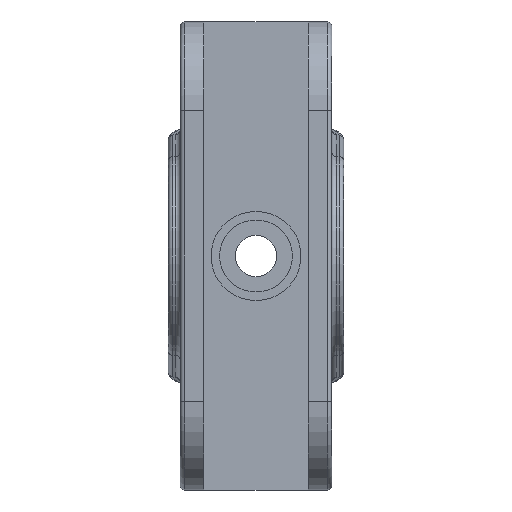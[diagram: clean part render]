
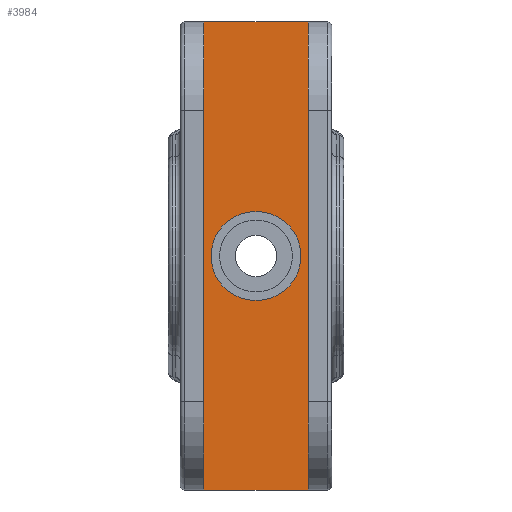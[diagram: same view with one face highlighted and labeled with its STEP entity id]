
A CAD part, front view. The second image highlights one B-rep face of the part: STEP entity #3984.
In plain terms, the highlighted planar face has unit normal (0, -1, 0).
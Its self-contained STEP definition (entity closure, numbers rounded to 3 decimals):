
#23=FACE_BOUND('',#1315,.T.);
#49=PLANE('',#4371);
#248=LINE('',#7467,#459);
#268=LINE('',#7813,#479);
#270=LINE('',#7883,#481);
#271=LINE('',#7884,#482);
#459=VECTOR('',#5092,10.);
#479=VECTOR('',#5178,10.);
#481=VECTOR('',#5188,10.);
#482=VECTOR('',#5189,10.);
#802=CIRCLE('',#4364,7.5);
#806=CIRCLE('',#4372,7.5);
#1052=FACE_OUTER_BOUND('',#1314,.T.);
#1314=EDGE_LOOP('',(#3138,#3139,#3140,#3141));
#1315=EDGE_LOOP('',(#3142,#3143));
#1741=VERTEX_POINT('',#7464);
#1742=VERTEX_POINT('',#7466);
#1766=VERTEX_POINT('',#7791);
#1768=VERTEX_POINT('',#7795);
#1775=VERTEX_POINT('',#7811);
#1781=VERTEX_POINT('',#7882);
#2201=EDGE_CURVE('',#1742,#1741,#248,.T.);
#2246=EDGE_CURVE('',#1768,#1766,#802,.T.);
#2254=EDGE_CURVE('',#1741,#1775,#268,.T.);
#2263=EDGE_CURVE('',#1781,#1742,#270,.T.);
#2264=EDGE_CURVE('',#1781,#1775,#271,.T.);
#2265=EDGE_CURVE('',#1768,#1766,#806,.T.);
#3138=ORIENTED_EDGE('',*,*,#2263,.T.);
#3139=ORIENTED_EDGE('',*,*,#2201,.T.);
#3140=ORIENTED_EDGE('',*,*,#2254,.T.);
#3141=ORIENTED_EDGE('',*,*,#2264,.F.);
#3142=ORIENTED_EDGE('',*,*,#2265,.T.);
#3143=ORIENTED_EDGE('',*,*,#2246,.F.);
#3984=ADVANCED_FACE('',(#1052,#23),#49,.T.);
#4364=AXIS2_PLACEMENT_3D('',#7797,#5165,#5166);
#4371=AXIS2_PLACEMENT_3D('',#7881,#5186,#5187);
#4372=AXIS2_PLACEMENT_3D('',#7885,#5190,#5191);
#5092=DIRECTION('',(0.,0.,1.));
#5165=DIRECTION('center_axis',(0.,-1.,0.));
#5166=DIRECTION('ref_axis',(-1.,0.,0.));
#5178=DIRECTION('',(-1.,0.,0.));
#5186=DIRECTION('center_axis',(0.,-1.,0.));
#5187=DIRECTION('ref_axis',(1.,0.,0.));
#5188=DIRECTION('',(1.,0.,0.));
#5189=DIRECTION('',(0.,0.,1.));
#5190=DIRECTION('center_axis',(0.,1.,0.));
#5191=DIRECTION('ref_axis',(1.,0.,0.));
#7464=CARTESIAN_POINT('',(8.8,11.,79.));
#7466=CARTESIAN_POINT('',(8.8,11.,0.));
#7467=CARTESIAN_POINT('',(8.8,11.,0.));
#7791=CARTESIAN_POINT('',(0.,11.,46.999));
#7795=CARTESIAN_POINT('',(0.,11.,32.001));
#7797=CARTESIAN_POINT('Origin',(0.1,11.,39.5));
#7811=CARTESIAN_POINT('',(-8.8,11.,79.));
#7813=CARTESIAN_POINT('',(9.,11.,79.));
#7881=CARTESIAN_POINT('Origin',(-9.,11.,0.));
#7882=CARTESIAN_POINT('',(-8.8,11.,0.));
#7883=CARTESIAN_POINT('',(-9.,11.,0.));
#7884=CARTESIAN_POINT('',(-8.8,11.,0.));
#7885=CARTESIAN_POINT('Origin',(-0.1,11.,39.5));
